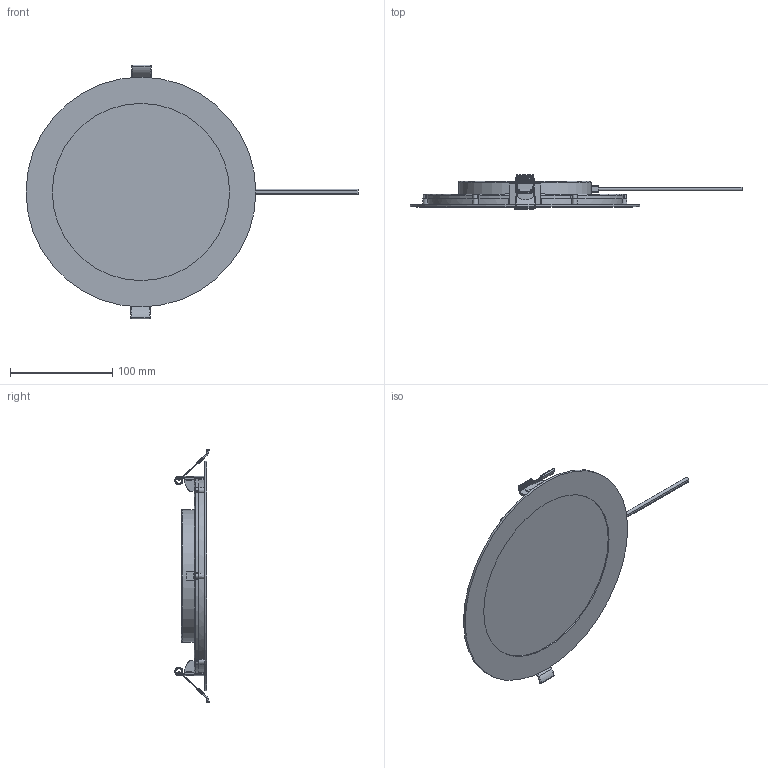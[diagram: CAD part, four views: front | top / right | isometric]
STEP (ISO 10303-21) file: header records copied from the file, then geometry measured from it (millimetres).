
FILE_DESCRIPTION (( 'STEP AP214' ), '1' );
FILE_NAME ('SUNatHOME Downlight Slim 225 TW.STEP', '2021-08-20T08:20:55', ( '' ), ( '' ), 'SwSTEP 2.0', 'SolidWorks 2020', '' );
FILE_SCHEMA (( 'AUTOMOTIVE_DESIGN' ));
Length unit declared in the file: millimetre
Products named in the file (1): SUNatHOME Downlight Slim 225 TW
Bounding box: 325 x 33.71 x 248.42 mm (x, y, z)
Volume: 122961.6 mm3; surface area: 181303.6 mm2
Topology: 6 solids, 6 shells, 354 faces, 962 edges, 622 vertices
Faces by surface type: plane 126, cylinder 78, bspline 52, torus 51, cone 39, sphere 8
Full cylindrical faces by diameter (mm): 173.5 x1, 225 x1
Entity records: 21789 total; most frequent: CARTESIAN_POINT 9347, ORIENTED_EDGE 1878, DIRECTION 1662, EDGE_CURVE 939, AXIS2_PLACEMENT_3D 658, VERTEX_POINT 613, EDGE_LOOP 380, UNCERTAINTY_MEASURE_WITH_UNIT 362
